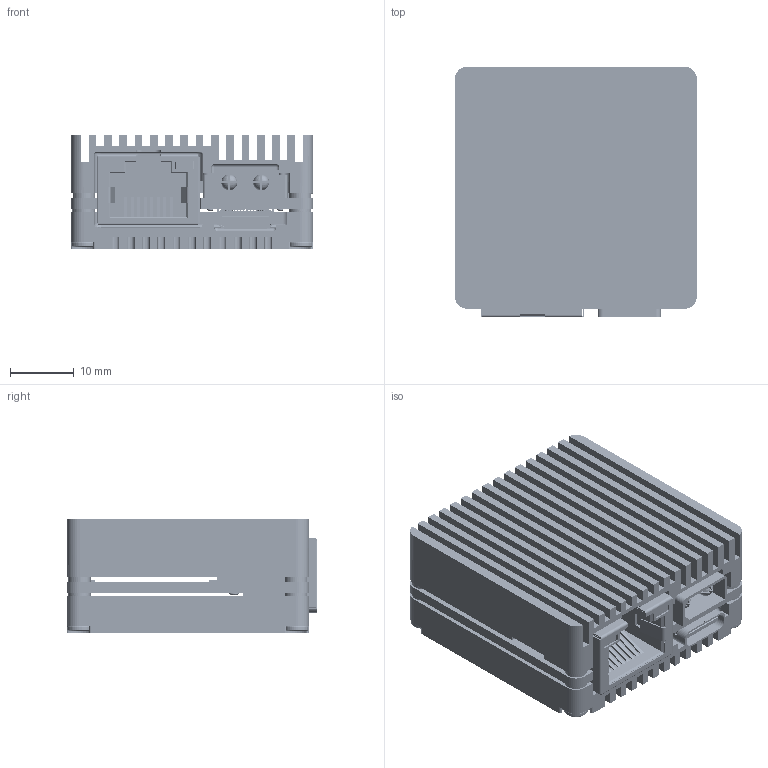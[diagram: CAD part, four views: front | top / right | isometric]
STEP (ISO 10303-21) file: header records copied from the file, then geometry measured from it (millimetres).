
FILE_DESCRIPTION(/* description */ (''),/* implementation_level */ '2;1');
FILE_NAME(/* name */ 'X1 Ultra-Simplified .step',/* time_stamp */ '2026-01-23T12:59:19+01:00',/* author */ (''),/* organization */ (''),/* preprocessor_version */ 'ST-DEVELOPER v20.1',/* originating_system */ 'Autodesk Translation Framework v14.21.0.0',/* authorisation */ '');
FILE_SCHEMA (('AUTOMOTIVE_DESIGN { 1 0 10303 214 3 1 1 }'));
Products named in the file (30): X1 Ultra-Simplified; X2_Bottom; PCBModel; Board; vb3V-SW1; key-smd_skrtlae010; COMPOUND_4; vb3V-CN1; conn-th_xt30pw-m; COMPOUND_5; vb3V-USB1; type-c-smd_sbc-160s1a-20-s412; COMPOUND_8; vb3V-U7; qfn-15_l5.5-w5.0_tpsm5601r5hrdar; SOLID_9; vb3V-RJ1; rj45-th_rc01812; SOLID_11; COMPOUND_11; vb3V-CN4; conn-smd_4p-p1.25_hczz0015-4; COMPOUND_12; vb3V-CN6; conn-smd_6p-p1.25_hczz0015-6; COMPOUND_13; m2-10mm-star; 90910A920_Button Head Torx Screws; X2_Top_v3; X1_Ultra lable
Assembly tree (32 placements, depth 5):
  X1 Ultra-Simplified
    X2_Bottom
    PCBModel
      Board
      vb3V-SW1
        key-smd_skrtlae010
          COMPOUND_4
      vb3V-CN1
        conn-th_xt30pw-m
          COMPOUND_5
      vb3V-USB1
        type-c-smd_sbc-160s1a-20-s412
          COMPOUND_8
      vb3V-U7
        qfn-15_l5.5-w5.0_tpsm5601r5hrdar
          SOLID_9
      vb3V-RJ1
        rj45-th_rc01812
          SOLID_11
          COMPOUND_11
      vb3V-CN4
        conn-smd_4p-p1.25_hczz0015-4
          COMPOUND_12
      vb3V-CN6
        conn-smd_6p-p1.25_hczz0015-6
          COMPOUND_13
    m2-10mm-star  x4
      90910A920_Button Head Torx Screws
    X2_Top_v3
    X1_Ultra lable
Bounding box: 38.04 x 39.33 x 18 mm (x, y, z)
Volume: 14694.2 mm3; surface area: 23758.7 mm2
Topology: 32 solids, 32 shells, 5220 faces, 14560 edges, 9644 vertices
Faces by surface type: plane 3502, cylinder 1077, bspline 587, sphere 20, torus 19, cone 15
Full cylindrical faces by diameter (mm): 0.225 x1, 0.3 x1, 0.5 x5, 0.65 x2, 0.9 x4, 1 x2, 1.1 x3, 1.4 x1, 1.478 x96, 1.5 x2, 1.571 x1, 1.623 x44, 1.8 x2, 1.9 x4, 1.933 x64, 2.074 x44, 2.1 x4, 2.15 x4, 2.2 x1, 2.5 x4, 2.529 x16, 3.086 x20, 3.5 x5, 3.8 x4, 6.28 x1
Entity records: 229966 total; most frequent: CARTESIAN_POINT 100645, ORIENTED_EDGE 27620, DIRECTION 23306, EDGE_CURVE 13810, LINE 10470, VECTOR 10470, VERTEX_POINT 9104, AXIS2_PLACEMENT_3D 6418
